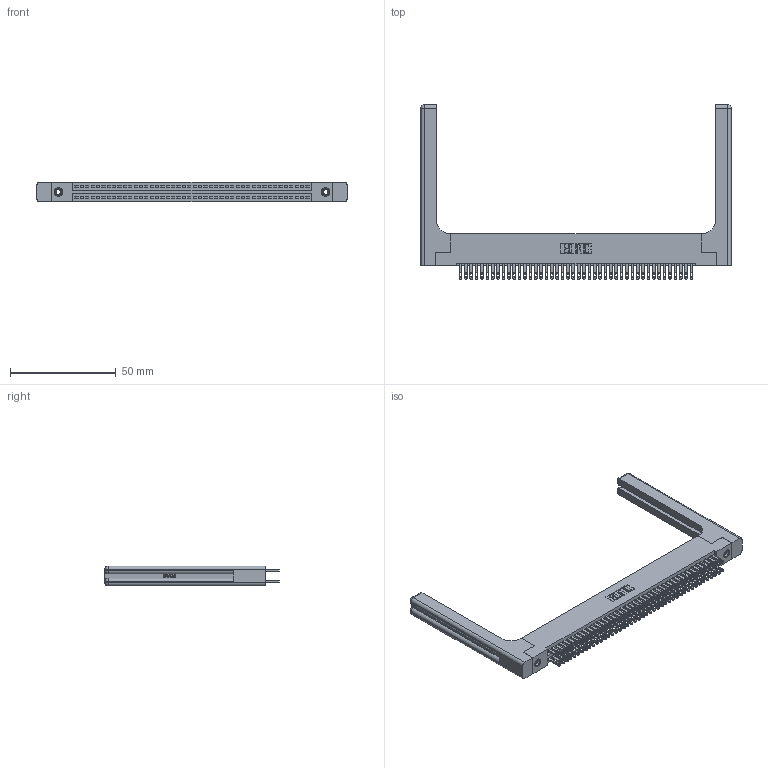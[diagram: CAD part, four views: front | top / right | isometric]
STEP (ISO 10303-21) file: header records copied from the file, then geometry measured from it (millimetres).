
FILE_DESCRIPTION (( 'STEP AP203' ), '1' );
FILE_NAME ('345-088-500-258.STEP', '2019-11-01T09:55:04', ( '' ), ( '' ), 'SwSTEP 2.0', 'SolidWorks 2016', '' );
FILE_SCHEMA (( 'CONFIG_CONTROL_DESIGN' ));
Length unit declared in the file: inch
Products named in the file (5): 345-088-500-258; 345-250-001_345-250-001-102; 345-292-001_345-293-100; 345-220-058_345-220-058; 345 Part_Flush Mounting Lugs - 0.156 Dia-TH
Assembly tree (93 placements, depth 2):
  345-088-500-258
    345 Part_Flush Mounting Lugs - 0.156 Dia-TH
    345-292-001_345-293-100  x88
    345-250-001_345-250-001-102  x2
    345-220-058_345-220-058  x2
Bounding box: 146.79 x 82.47 x 9.4 mm (x, y, z)
Volume: 23021.6 mm3; surface area: 27497.3 mm2
Topology: 93 solids, 93 shells, 4430 faces, 13415 edges, 8922 vertices
Faces by surface type: plane 2604, cylinder 1766, bspline 36, cone 12, sphere 8, torus 4
Entity records: 39366 total; most frequent: CARTESIAN_POINT 7589, ORIENTED_EDGE 6320, DIRECTION 5624, EDGE_CURVE 3160, VECTOR 2756, LINE 2756, VERTEX_POINT 2098, AXIS2_PLACEMENT_3D 1434
